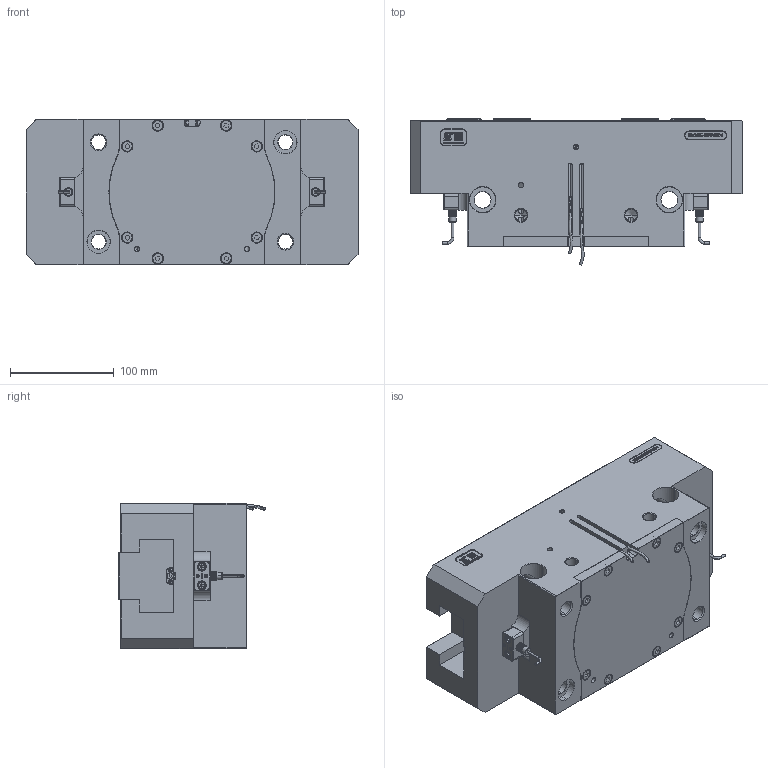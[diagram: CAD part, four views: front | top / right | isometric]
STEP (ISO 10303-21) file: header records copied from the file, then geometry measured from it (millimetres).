
FILE_DESCRIPTION (( 'STEP AP203' ), '1' );
FILE_NAME ('FY-JGP-P-300-1軞傖.STEP', '2023-03-29T05:27:16', ( 'User' ), ( 'Microsoft' ), 'SwSTEP 2.0', 'SolidWorks 2015', '' );
FILE_SCHEMA (( 'CONFIG_CONTROL_DESIGN' ));
Length unit declared in the file: millimetre
Products named in the file (23): FY-JGP-P-300-1覃誹蹟隊; hex socket set screws with flat point gb_GB_FASTENER_SCREWS_HSFP M3X6-N; cross recessed pan head screws gb_GB_CROSS_SCREWS_TYPE1 M2X6-6  H type-N; FY-JGP-P-300-1-LOGO; FY-JGP-P-300-1賑輸郪璃; M3覜茼覃誹輸6; 本公司二维码-梵煜2; 諉輪羲壽M8; FY-JGP-P-300-1褲极; 陔遴LOGO齪郪磁; 棠俶羲壽4.0X15; M8接近开关安装支架-D50两爪; FY-JGP-P-300-1倰瘍齪; FY-JGP-P-300-1前盖; hexagon socket head cap screws gb_GB_FASTENER_SCREWS_HSHCS M4X12-N; M6X12情芛蹟隊; hexagon socket countersunk head screws gb_GB_FASTENER_SCREWS_HSCHS M4X10-N; FY-JGP-P-300-1賑輸; hexagon socket countersunk head screws gb_GB_FASTENER_SCREWS_HSCHS M4X8-N; FY-JGP-P-300-1綴裔; FY-JGZ 64-1賑輸結啣; FY-JGP-P-300-1軞傖; hex socket set screws with flat point gb_GB_FASTENER_SCREWS_HSFP M5X5-N
Assembly tree (50 placements, depth 3):
  FY-JGP-P-300-1軞傖
    FY-JGP-P-300-1褲极
    M8接近开关安装支架-D50两爪  x2
    hexagon socket head cap screws gb_GB_FASTENER_SCREWS_HSHCS M4X12-N  x4
    FY-JGP-P-300-1賑輸郪璃  x2
      FY-JGP-P-300-1賑輸
      FY-JGZ 64-1賑輸結啣
      FY-JGP-P-300-1覃誹蹟隊
      cross recessed pan head screws gb_GB_CROSS_SCREWS_TYPE1 M2X6-6  H type-N
      M3覜茼覃誹輸6
    諉輪羲壽M8  x2
    棠俶羲壽4.0X15  x2
    FY-JGP-P-300-1前盖
    hexagon socket countersunk head screws gb_GB_FASTENER_SCREWS_HSCHS M4X10-N  x4
    FY-JGP-P-300-1綴裔
    hex socket set screws with flat point gb_GB_FASTENER_SCREWS_HSFP M5X5-N  x4
    hex socket set screws with flat point gb_GB_FASTENER_SCREWS_HSFP M3X6-N  x4
    陔遴LOGO齪郪磁
      FY-JGP-P-300-1-LOGO
      本公司二维码-梵煜2
    FY-JGP-P-300-1倰瘍齪
    M6X12情芛蹟隊  x8
    hexagon socket countersunk head screws gb_GB_FASTENER_SCREWS_HSCHS M4X8-N  x4
Bounding box: 320 x 141.07 x 140 mm (x, y, z)
Volume: 4139691.7 mm3; surface area: 457362.2 mm2
Topology: 64 solids, 64 shells, 4145 faces, 10656 edges, 6804 vertices
Faces by surface type: plane 2165, cylinder 732, bspline 705, cone 461, torus 74, sphere 8
Entity records: 116358 total; most frequent: CARTESIAN_POINT 49078, ORIENTED_EDGE 14112, DIRECTION 11641, EDGE_CURVE 7056, LINE 4851, VECTOR 4851, VERTEX_POINT 4578, AXIS2_PLACEMENT_3D 3395
